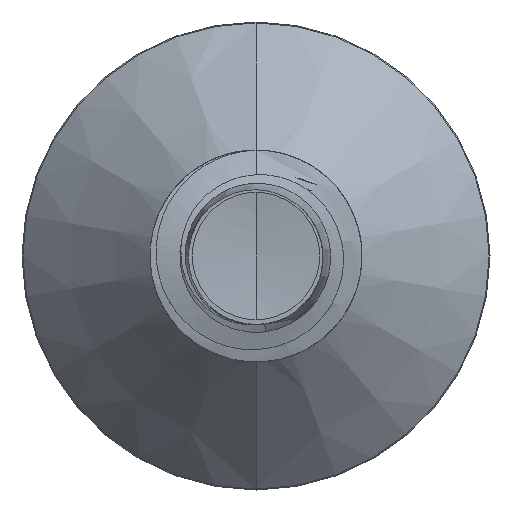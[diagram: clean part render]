
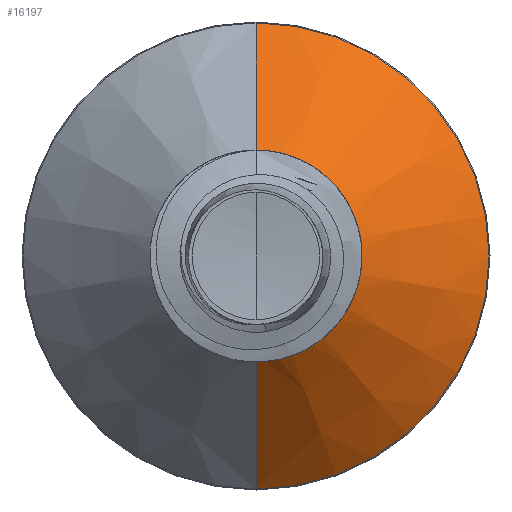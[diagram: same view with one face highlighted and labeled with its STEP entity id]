
A CAD part, front view. The second image highlights one B-rep face of the part: STEP entity #16197.
In plain terms, the highlighted conical face has half-angle 45 degrees and reference radius 0.554 mm.
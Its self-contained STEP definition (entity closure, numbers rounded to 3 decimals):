
#1542 = ORIENTED_EDGE ( 'NONE', *, *, #13103, .F. ) ;
#1784 = EDGE_LOOP ( 'NONE', ( #6046, #19205, #1542, #3961 ) ) ;
#3370 = CARTESIAN_POINT ( 'NONE',  ( 0., 4.979, 0.554 ) ) ;
#3395 = DIRECTION ( 'NONE',  ( 0., 1., 0. ) ) ;
#3549 = EDGE_CURVE ( 'NONE', #4774, #9107, #6776, .T. ) ;
#3961 = ORIENTED_EDGE ( 'NONE', *, *, #5801, .F. ) ;
#4380 = VECTOR ( 'NONE', #12478, 1000. ) ;
#4618 = CARTESIAN_POINT ( 'NONE',  ( 0., 5.745, 0. ) ) ;
#4774 = VERTEX_POINT ( 'NONE', #14602 ) ;
#4864 = CARTESIAN_POINT ( 'NONE',  ( 0., 5.745, 1.32 ) ) ;
#5801 = EDGE_CURVE ( 'NONE', #12185, #17285, #17084, .T. ) ;
#6046 = ORIENTED_EDGE ( 'NONE', *, *, #20339, .T. ) ;
#6246 = VECTOR ( 'NONE', #8196, 1000. ) ;
#6314 = DIRECTION ( 'NONE',  ( 0., 0., 1. ) ) ;
#6444 = FACE_OUTER_BOUND ( 'NONE', #1784, .T. ) ;
#6776 = LINE ( 'NONE', #19854, #6246 ) ;
#7110 = CARTESIAN_POINT ( 'NONE',  ( 0., 4.979, 0. ) ) ;
#7619 = AXIS2_PLACEMENT_3D ( 'NONE', #19545, #3395, #11785 ) ;
#7675 = CARTESIAN_POINT ( 'NONE',  ( 0., 4.979, 0.554 ) ) ;
#8196 = DIRECTION ( 'NONE',  ( 0., 0.707, -0.707 ) ) ;
#8835 = DIRECTION ( 'NONE',  ( 0., 0., 1. ) ) ;
#9107 = VERTEX_POINT ( 'NONE', #9403 ) ;
#9357 = CONICAL_SURFACE ( 'NONE', #7619, 0.554, 0.785 ) ;
#9403 = CARTESIAN_POINT ( 'NONE',  ( 0., 5.745, -1.32 ) ) ;
#9760 = AXIS2_PLACEMENT_3D ( 'NONE', #7110, #18626, #8835 ) ;
#11785 = DIRECTION ( 'NONE',  ( 0., 0., 1. ) ) ;
#12185 = VERTEX_POINT ( 'NONE', #3370 ) ;
#12478 = DIRECTION ( 'NONE',  ( 0., 0.707, 0.707 ) ) ;
#12723 = CIRCLE ( 'NONE', #16591, 1.32 ) ;
#13103 = EDGE_CURVE ( 'NONE', #17285, #9107, #12723, .T. ) ;
#14602 = CARTESIAN_POINT ( 'NONE',  ( 0., 4.979, -0.554 ) ) ;
#16197 = ADVANCED_FACE ( 'NONE', ( #6444 ), #9357, .T. ) ;
#16241 = DIRECTION ( 'NONE',  ( 0., 1., 0. ) ) ;
#16511 = CIRCLE ( 'NONE', #9760, 0.554 ) ;
#16591 = AXIS2_PLACEMENT_3D ( 'NONE', #4618, #16241, #6314 ) ;
#17084 = LINE ( 'NONE', #7675, #4380 ) ;
#17285 = VERTEX_POINT ( 'NONE', #4864 ) ;
#18626 = DIRECTION ( 'NONE',  ( 0., 1., 0. ) ) ;
#19205 = ORIENTED_EDGE ( 'NONE', *, *, #3549, .T. ) ;
#19545 = CARTESIAN_POINT ( 'NONE',  ( 0., 4.979, 0. ) ) ;
#19854 = CARTESIAN_POINT ( 'NONE',  ( 0., 4.979, -0.554 ) ) ;
#20339 = EDGE_CURVE ( 'NONE', #12185, #4774, #16511, .T. ) ;
